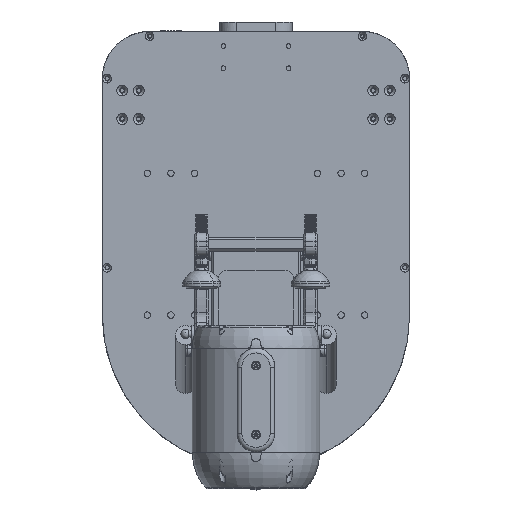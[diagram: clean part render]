
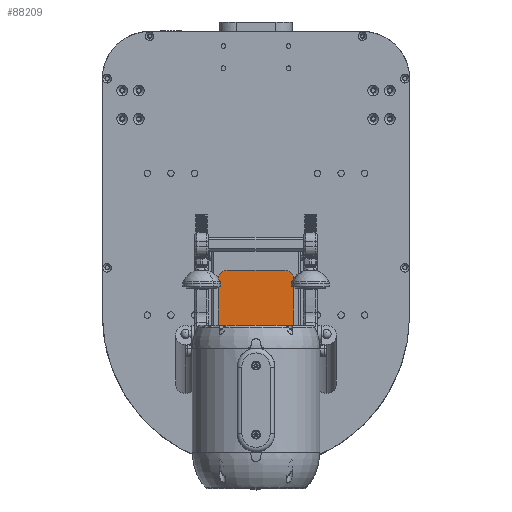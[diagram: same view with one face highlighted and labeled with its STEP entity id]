
A CAD part, front view. The second image highlights one B-rep face of the part: STEP entity #88209.
In plain terms, the highlighted planar face has unit normal (0, -1, 0).
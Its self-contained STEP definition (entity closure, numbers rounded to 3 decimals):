
#373 = EDGE_CURVE ( 'NONE', #57042, #86380, #78198, .T. ) ;
#4807 = AXIS2_PLACEMENT_3D ( 'NONE', #9146, #49895, #110026 ) ;
#6287 = AXIS2_PLACEMENT_3D ( 'NONE', #9461, #80923, #60882 ) ;
#9146 = CARTESIAN_POINT ( 'NONE',  ( 188.304, 240.528, 116.832 ) ) ;
#9227 = ORIENTED_EDGE ( 'NONE', *, *, #27161, .T. ) ;
#9461 = CARTESIAN_POINT ( 'NONE',  ( 218.304, 240.528, 106.832 ) ) ;
#9592 = VERTEX_POINT ( 'NONE', #41121 ) ;
#11126 = VECTOR ( 'NONE', #98645, 1000. ) ;
#12767 = ORIENTED_EDGE ( 'NONE', *, *, #111912, .T. ) ;
#15725 = CARTESIAN_POINT ( 'NONE',  ( 218.304, 240.528, 25.429 ) ) ;
#17378 = ORIENTED_EDGE ( 'NONE', *, *, #54373, .T. ) ;
#18899 = ORIENTED_EDGE ( 'NONE', *, *, #373, .F. ) ;
#20143 = DIRECTION ( 'NONE',  ( 0., 0., -1. ) ) ;
#20936 = ORIENTED_EDGE ( 'NONE', *, *, #24787, .F. ) ;
#24787 = EDGE_CURVE ( 'NONE', #61341, #76099, #113002, .T. ) ;
#27161 = EDGE_CURVE ( 'NONE', #61341, #41777, #129525, .T. ) ;
#27560 = ORIENTED_EDGE ( 'NONE', *, *, #94742, .T. ) ;
#27970 = LINE ( 'NONE', #97410, #47666 ) ;
#33018 = CARTESIAN_POINT ( 'NONE',  ( 158.304, 240.528, 25.429 ) ) ;
#33135 = EDGE_CURVE ( 'NONE', #41777, #86380, #63993, .T. ) ;
#34070 = AXIS2_PLACEMENT_3D ( 'NONE', #110062, #107414, #36634 ) ;
#35304 = AXIS2_PLACEMENT_3D ( 'NONE', #111690, #50878, #20143 ) ;
#36634 = DIRECTION ( 'NONE',  ( 0., 0., -1. ) ) ;
#38236 = CIRCLE ( 'NONE', #6287, 10. ) ;
#40157 = ORIENTED_EDGE ( 'NONE', *, *, #76057, .T. ) ;
#41035 = CARTESIAN_POINT ( 'NONE',  ( 158.304, 240.528, 25.429 ) ) ;
#41121 = CARTESIAN_POINT ( 'NONE',  ( 158.304, 240.528, 116.832 ) ) ;
#41501 = ORIENTED_EDGE ( 'NONE', *, *, #33135, .T. ) ;
#41777 = VERTEX_POINT ( 'NONE', #90229 ) ;
#44864 = AXIS2_PLACEMENT_3D ( 'NONE', #15725, #46523, #56476 ) ;
#46523 = DIRECTION ( 'NONE',  ( 0., -1., 0. ) ) ;
#47666 = VECTOR ( 'NONE', #66070, 1000. ) ;
#49895 = DIRECTION ( 'NONE',  ( 0., -1., 0. ) ) ;
#50878 = DIRECTION ( 'NONE',  ( 0., -1., 0. ) ) ;
#51139 = CARTESIAN_POINT ( 'NONE',  ( 228.304, 240.528, 106.832 ) ) ;
#51249 = CARTESIAN_POINT ( 'NONE',  ( 148.304, 240.528, 25.429 ) ) ;
#51668 = VECTOR ( 'NONE', #58128, 1000. ) ;
#54373 = EDGE_CURVE ( 'NONE', #113664, #9592, #67947, .T. ) ;
#56476 = DIRECTION ( 'NONE',  ( 0., 0., -1. ) ) ;
#57042 = VERTEX_POINT ( 'NONE', #51139 ) ;
#57500 = ORIENTED_EDGE ( 'NONE', *, *, #108118, .T. ) ;
#58128 = DIRECTION ( 'NONE',  ( 0., 0., -1. ) ) ;
#60426 = CARTESIAN_POINT ( 'NONE',  ( 218.304, 240.528, 25.429 ) ) ;
#60882 = DIRECTION ( 'NONE',  ( 0., 0., -1. ) ) ;
#61341 = VERTEX_POINT ( 'NONE', #129328 ) ;
#62389 = DIRECTION ( 'NONE',  ( 0., -1., 0. ) ) ;
#63993 = CIRCLE ( 'NONE', #44864, 10. ) ;
#66070 = DIRECTION ( 'NONE',  ( 0., 0., -1. ) ) ;
#67947 = LINE ( 'NONE', #118055, #11126 ) ;
#71581 = VERTEX_POINT ( 'NONE', #51249 ) ;
#76057 = EDGE_CURVE ( 'NONE', #9592, #94241, #101310, .T. ) ;
#76099 = VERTEX_POINT ( 'NONE', #91611 ) ;
#78198 = LINE ( 'NONE', #118955, #51668 ) ;
#80080 = EDGE_LOOP ( 'NONE', ( #18899, #27560, #17378, #40157, #57500, #119774, #12767, #20936, #9227, #41501 ) ) ;
#80599 = FACE_OUTER_BOUND ( 'NONE', #80080, .T. ) ;
#80923 = DIRECTION ( 'NONE',  ( 0., -1., 0. ) ) ;
#81791 = DIRECTION ( 'NONE',  ( 0., 0., -1. ) ) ;
#83747 = DIRECTION ( 'NONE',  ( 0., 0., -1. ) ) ;
#86380 = VERTEX_POINT ( 'NONE', #129061 ) ;
#88209 = ADVANCED_FACE ( 'NONE', ( #80599 ), #97997, .T. ) ;
#90229 = CARTESIAN_POINT ( 'NONE',  ( 218.304, 240.528, 15.429 ) ) ;
#91611 = CARTESIAN_POINT ( 'NONE',  ( 163.758, 240.528, 17.048 ) ) ;
#94241 = VERTEX_POINT ( 'NONE', #128620 ) ;
#94742 = EDGE_CURVE ( 'NONE', #57042, #113664, #38236, .T. ) ;
#96184 = CIRCLE ( 'NONE', #130381, 10. ) ;
#97410 = CARTESIAN_POINT ( 'NONE',  ( 148.304, 240.528, 116.832 ) ) ;
#97997 = PLANE ( 'NONE',  #4807 ) ;
#98645 = DIRECTION ( 'NONE',  ( -1., 0., 0. ) ) ;
#101128 = DIRECTION ( 'NONE',  ( 0., -1., 0. ) ) ;
#101310 = CIRCLE ( 'NONE', #35304, 10. ) ;
#106023 = AXIS2_PLACEMENT_3D ( 'NONE', #60426, #101128, #131903 ) ;
#107414 = DIRECTION ( 'NONE',  ( 0., -1., 0. ) ) ;
#108118 = EDGE_CURVE ( 'NONE', #94241, #71581, #27970, .T. ) ;
#108629 = CARTESIAN_POINT ( 'NONE',  ( 218.304, 240.528, 116.832 ) ) ;
#109450 = CIRCLE ( 'NONE', #120132, 10. ) ;
#110026 = DIRECTION ( 'NONE',  ( 0., 0., -1. ) ) ;
#110062 = CARTESIAN_POINT ( 'NONE',  ( 188.304, 240.528, -20.668 ) ) ;
#110921 = CARTESIAN_POINT ( 'NONE',  ( 158.304, 240.528, 15.429 ) ) ;
#111690 = CARTESIAN_POINT ( 'NONE',  ( 158.304, 240.528, 106.832 ) ) ;
#111912 = EDGE_CURVE ( 'NONE', #126785, #76099, #109450, .T. ) ;
#113002 = CIRCLE ( 'NONE', #34070, 45. ) ;
#113664 = VERTEX_POINT ( 'NONE', #108629 ) ;
#118055 = CARTESIAN_POINT ( 'NONE',  ( 188.304, 240.528, 116.832 ) ) ;
#118955 = CARTESIAN_POINT ( 'NONE',  ( 228.304, 240.528, 116.832 ) ) ;
#119774 = ORIENTED_EDGE ( 'NONE', *, *, #125074, .T. ) ;
#120132 = AXIS2_PLACEMENT_3D ( 'NONE', #41035, #62389, #81791 ) ;
#125074 = EDGE_CURVE ( 'NONE', #71581, #126785, #96184, .T. ) ;
#125159 = DIRECTION ( 'NONE',  ( 0., -1., 0. ) ) ;
#126785 = VERTEX_POINT ( 'NONE', #110921 ) ;
#128620 = CARTESIAN_POINT ( 'NONE',  ( 148.304, 240.528, 106.832 ) ) ;
#129061 = CARTESIAN_POINT ( 'NONE',  ( 228.304, 240.528, 25.429 ) ) ;
#129328 = CARTESIAN_POINT ( 'NONE',  ( 212.849, 240.528, 17.048 ) ) ;
#129525 = CIRCLE ( 'NONE', #106023, 10. ) ;
#130381 = AXIS2_PLACEMENT_3D ( 'NONE', #33018, #125159, #83747 ) ;
#131903 = DIRECTION ( 'NONE',  ( 0., 0., -1. ) ) ;
